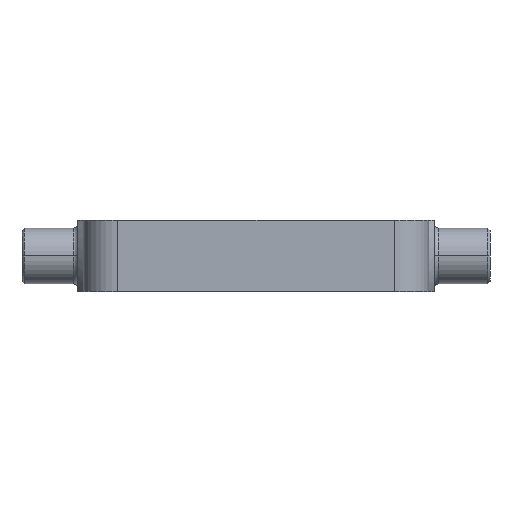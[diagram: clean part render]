
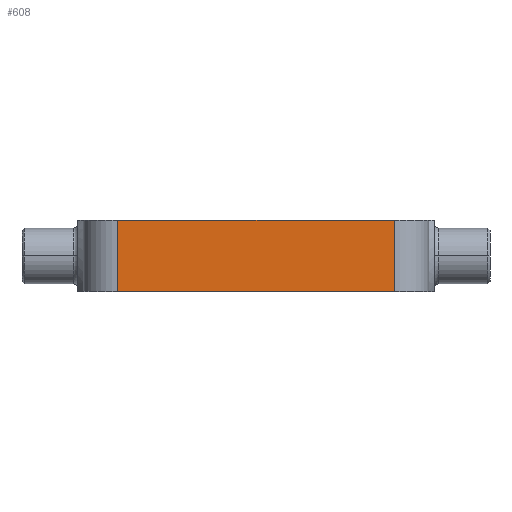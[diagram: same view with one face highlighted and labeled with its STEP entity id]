
A CAD part, top view. The second image highlights one B-rep face of the part: STEP entity #608.
In plain terms, the highlighted planar face has unit normal (0, 0, 1).
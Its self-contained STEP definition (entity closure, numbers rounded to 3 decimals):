
#14 = VERTEX_POINT ( 'NONE', #1072 ) ;
#53 = VERTEX_POINT ( 'NONE', #995 ) ;
#113 = CARTESIAN_POINT ( 'NONE',  ( -62., 0., 77.5 ) ) ;
#129 = ORIENTED_EDGE ( 'NONE', *, *, #477, .F. ) ;
#251 = VERTEX_POINT ( 'NONE', #758 ) ;
#283 = AXIS2_PLACEMENT_3D ( 'NONE', #438, #417, #414 ) ;
#296 = FACE_OUTER_BOUND ( 'NONE', #703, .T. ) ;
#303 = ORIENTED_EDGE ( 'NONE', *, *, #553, .T. ) ;
#322 = VECTOR ( 'NONE', #481, 1000. ) ;
#326 = VECTOR ( 'NONE', #552, 1000. ) ;
#345 = VECTOR ( 'NONE', #1336, 1000. ) ;
#347 = LINE ( 'NONE', #484, #322 ) ;
#349 = LINE ( 'NONE', #546, #326 ) ;
#361 = LINE ( 'NONE', #1340, #345 ) ;
#382 = VECTOR ( 'NONE', #663, 1000. ) ;
#383 = LINE ( 'NONE', #725, #382 ) ;
#407 = PLANE ( 'NONE',  #283 ) ;
#414 = DIRECTION ( 'NONE',  ( -1., 0., 0. ) ) ;
#417 = DIRECTION ( 'NONE',  ( 0., 0., -1. ) ) ;
#438 = CARTESIAN_POINT ( 'NONE',  ( -62., 32., 77.5 ) ) ;
#477 = EDGE_CURVE ( 'NONE', #251, #53, #383, .T. ) ;
#481 = DIRECTION ( 'NONE',  ( 0., -1., 0. ) ) ;
#484 = CARTESIAN_POINT ( 'NONE',  ( 62., 32., 77.5 ) ) ;
#523 = ORIENTED_EDGE ( 'NONE', *, *, #565, .T. ) ;
#546 = CARTESIAN_POINT ( 'NONE',  ( -62., 32., 77.5 ) ) ;
#552 = DIRECTION ( 'NONE',  ( 0., -1., 0. ) ) ;
#553 = EDGE_CURVE ( 'NONE', #759, #14, #361, .T. ) ;
#565 = EDGE_CURVE ( 'NONE', #251, #759, #349, .T. ) ;
#572 = EDGE_CURVE ( 'NONE', #53, #14, #347, .T. ) ;
#608 = ADVANCED_FACE ( 'NONE', ( #296 ), #407, .F. ) ;
#663 = DIRECTION ( 'NONE',  ( 1., 0., 0. ) ) ;
#703 = EDGE_LOOP ( 'NONE', ( #303, #1043, #129, #523 ) ) ;
#725 = CARTESIAN_POINT ( 'NONE',  ( -62., 32., 77.5 ) ) ;
#758 = CARTESIAN_POINT ( 'NONE',  ( -62., 32., 77.5 ) ) ;
#759 = VERTEX_POINT ( 'NONE', #113 ) ;
#995 = CARTESIAN_POINT ( 'NONE',  ( 62., 32., 77.5 ) ) ;
#1043 = ORIENTED_EDGE ( 'NONE', *, *, #572, .F. ) ;
#1072 = CARTESIAN_POINT ( 'NONE',  ( 62., 0., 77.5 ) ) ;
#1336 = DIRECTION ( 'NONE',  ( 1., 0., 0. ) ) ;
#1340 = CARTESIAN_POINT ( 'NONE',  ( -62., 0., 77.5 ) ) ;
